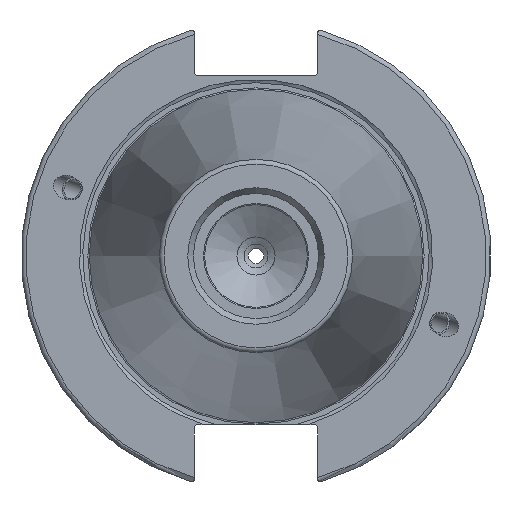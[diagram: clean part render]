
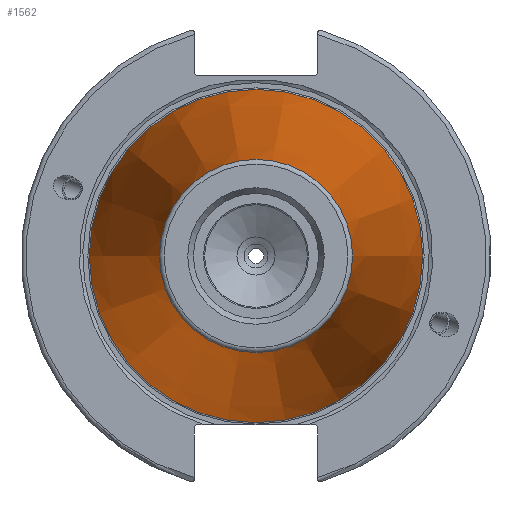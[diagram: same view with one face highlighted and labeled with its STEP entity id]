
A CAD part, left-side view. The second image highlights one B-rep face of the part: STEP entity #1562.
In plain terms, the highlighted conical face has half-angle 8.297 degrees and reference radius 27.517 mm.
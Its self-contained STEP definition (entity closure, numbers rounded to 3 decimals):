
#218=FACE_OUTER_BOUND('',#319,.T.);
#319=EDGE_LOOP('',(#1338,#1339,#1340,#1341,#1342));
#429=LINE('',#3088,#525);
#525=VECTOR('',#2106,27.517);
#604=CIRCLE('',#1731,20.233);
#605=CIRCLE('',#1732,20.233);
#609=CIRCLE('',#1738,34.925);
#762=VERTEX_POINT('',#3075);
#763=VERTEX_POINT('',#3076);
#766=VERTEX_POINT('',#3086);
#970=EDGE_CURVE('',#762,#763,#604,.T.);
#971=EDGE_CURVE('',#763,#762,#605,.T.);
#975=EDGE_CURVE('',#766,#766,#609,.T.);
#976=EDGE_CURVE('',#766,#763,#429,.T.);
#1338=ORIENTED_EDGE('',*,*,#975,.F.);
#1339=ORIENTED_EDGE('',*,*,#976,.T.);
#1340=ORIENTED_EDGE('',*,*,#970,.F.);
#1341=ORIENTED_EDGE('',*,*,#971,.F.);
#1342=ORIENTED_EDGE('',*,*,#976,.F.);
#1500=CONICAL_SURFACE('',#1737,27.517,0.145);
#1562=ADVANCED_FACE('',(#218),#1500,.T.);
#1731=AXIS2_PLACEMENT_3D('',#3077,#2090,#2091);
#1732=AXIS2_PLACEMENT_3D('',#3078,#2092,#2093);
#1737=AXIS2_PLACEMENT_3D('',#3085,#2102,#2103);
#1738=AXIS2_PLACEMENT_3D('',#3087,#2104,#2105);
#2090=DIRECTION('center_axis',(-1.,0.,0.));
#2091=DIRECTION('ref_axis',(0.,-1.,0.));
#2092=DIRECTION('center_axis',(-1.,0.,0.));
#2093=DIRECTION('ref_axis',(0.,-1.,0.));
#2102=DIRECTION('center_axis',(1.,0.,0.));
#2103=DIRECTION('ref_axis',(0.,1.,0.));
#2104=DIRECTION('center_axis',(1.,0.,0.));
#2105=DIRECTION('ref_axis',(0.,0.,-1.));
#2106=DIRECTION('',(-0.99,0.144,0.));
#3075=CARTESIAN_POINT('',(-100.744,0.,20.233));
#3076=CARTESIAN_POINT('',(-100.744,-20.233,0.));
#3077=CARTESIAN_POINT('Origin',(-100.744,0.,0.));
#3078=CARTESIAN_POINT('Origin',(-100.744,0.,0.));
#3085=CARTESIAN_POINT('Origin',(-50.8,0.,0.));
#3086=CARTESIAN_POINT('',(0.,-34.925,0.));
#3087=CARTESIAN_POINT('Origin',(0.,0.,0.));
#3088=CARTESIAN_POINT('',(-50.8,-27.517,0.));
